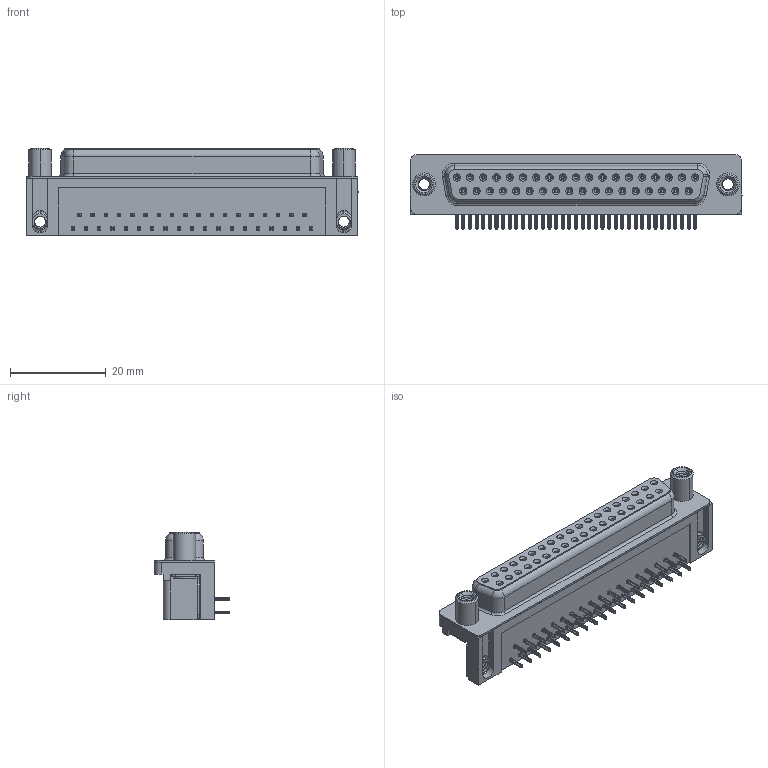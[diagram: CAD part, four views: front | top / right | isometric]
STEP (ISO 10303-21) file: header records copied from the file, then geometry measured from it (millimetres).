
FILE_DESCRIPTION (( 'STEP AP203' ), '1' );
FILE_NAME ('622-037-660-050.STEP', '2019-11-20T08:44:02', ( '' ), ( '' ), 'SwSTEP 2.0', 'SolidWorks 2016', '' );
FILE_SCHEMA (( 'CONFIG_CONTROL_DESIGN' ));
Length unit declared in the file: millimetre
Products named in the file (7): 622 Shell_37 Socket; 622 Housing_37 Socket; 622 4-40 Threaded Board Mount; 622-037-660-050; 622 Round Threaded Standoff; 622 Contact Top; 622 Socket Bottom
Assembly tree (43 placements, depth 2):
  622-037-660-050
    622 Housing_37 Socket
    622 Shell_37 Socket
    622 Socket Bottom  x18
    622 Contact Top  x19
    622 4-40 Threaded Board Mount  x2
    622 Round Threaded Standoff  x2
Bounding box: 69.4 x 15.73 x 18.2 mm (x, y, z)
Volume: 10556.8 mm3; surface area: 12963.7 mm2
Topology: 43 solids, 43 shells, 5586 faces, 14678 edges, 9204 vertices
Faces by surface type: plane 2496, cylinder 1318, bspline 1282, cone 456, torus 34
Entity records: 38280 total; most frequent: CARTESIAN_POINT 12305, ORIENTED_EDGE 5112, DIRECTION 4747, EDGE_CURVE 2556, LINE 1699, VECTOR 1699, VERTEX_POINT 1638, AXIS2_PLACEMENT_3D 1524
